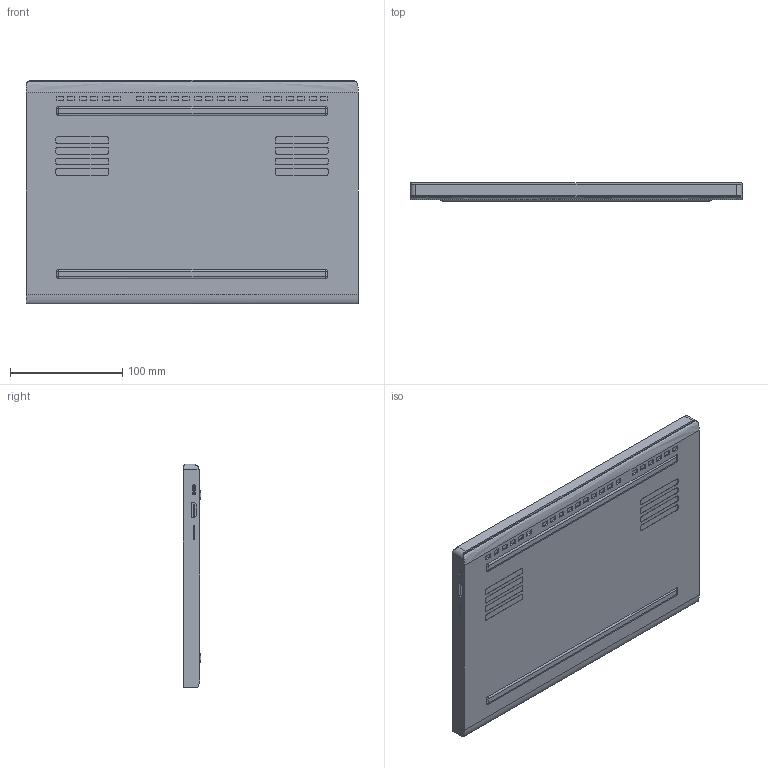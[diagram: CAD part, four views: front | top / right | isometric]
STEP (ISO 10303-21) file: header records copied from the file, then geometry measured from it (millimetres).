
FILE_DESCRIPTION(/* description */ (''),/* implementation_level */ '2;1');
FILE_NAME(/* name */ 'Razor Book 13.stp',/* time_stamp */ '2021-10-10T18:50:49-04:00',/* author */ ('trl121'),/* organization */ (''),/* preprocessor_version */ 'ST-DEVELOPER v18.1',/* originating_system */ 'Autodesk Inventor 2022',/* authorisation */ '');
FILE_SCHEMA (('AUTOMOTIVE_DESIGN { 1 0 10303 214 3 1 1 }'));
Length unit declared in the file: inch
Products named in the file (1): Razor Book 13
Bounding box: 295.6 x 15.75 x 199.15 mm (x, y, z)
Volume: 862212.5 mm3; surface area: 133672.8 mm2
Topology: 1 solids, 1 shells, 352 faces, 924 edges, 608 vertices
Faces by surface type: plane 202, cylinder 132, bspline 18
Full cylindrical faces by diameter (mm): 3.7 x1
Entity records: 11061 total; most frequent: CARTESIAN_POINT 2017, DIRECTION 1878, ORIENTED_EDGE 1832, EDGE_CURVE 916, AXIS2_PLACEMENT_3D 629, LINE 620, VECTOR 620, VERTEX_POINT 608
